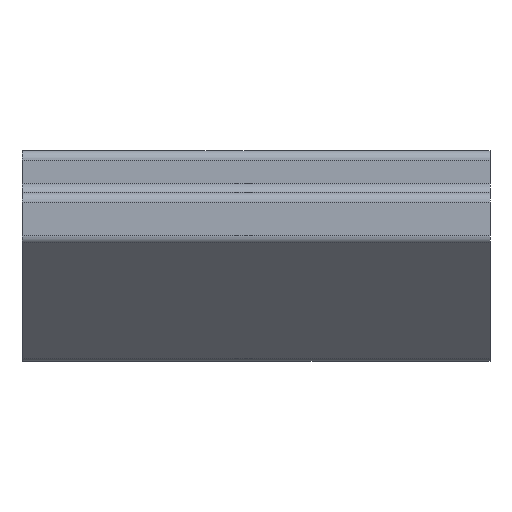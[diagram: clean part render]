
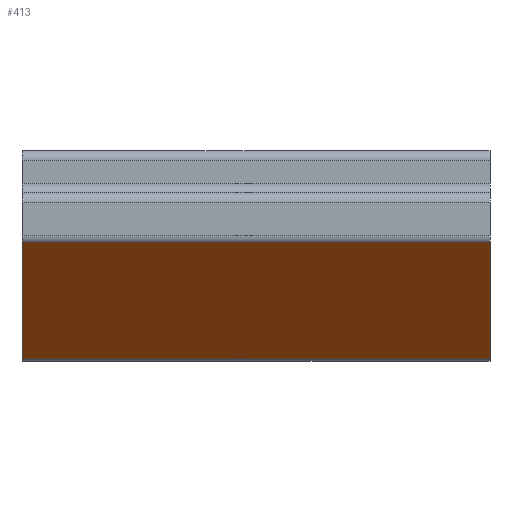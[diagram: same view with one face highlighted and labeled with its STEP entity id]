
A CAD part, left-side view. The second image highlights one B-rep face of the part: STEP entity #413.
In plain terms, the highlighted planar face has unit normal (-0.707, 0, -0.707).
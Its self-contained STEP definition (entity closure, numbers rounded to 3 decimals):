
#6 = FACE_OUTER_BOUND ( 'NONE', #293, .T. ) ;
#75 = DIRECTION ( 'NONE',  ( 0., -1., 0. ) ) ;
#85 = EDGE_CURVE ( 'NONE', #794, #456, #504, .T. ) ;
#88 = CARTESIAN_POINT ( 'NONE',  ( -2.3, -5., -3.6 ) ) ;
#113 = CARTESIAN_POINT ( 'NONE',  ( -4.841, 5., -1.059 ) ) ;
#122 = DIRECTION ( 'NONE',  ( -0.707, 0., 0.707 ) ) ;
#206 = VECTOR ( 'NONE', #1054, 1000. ) ;
#218 = CARTESIAN_POINT ( 'NONE',  ( -2.359, -5., -3.541 ) ) ;
#241 = LINE ( 'NONE', #1204, #372 ) ;
#293 = EDGE_LOOP ( 'NONE', ( #1152, #1051, #647, #1065 ) ) ;
#372 = VECTOR ( 'NONE', #75, 1000. ) ;
#405 = VERTEX_POINT ( 'NONE', #1213 ) ;
#413 = ADVANCED_FACE ( 'NONE', ( #6 ), #707, .F. ) ;
#427 = CARTESIAN_POINT ( 'NONE',  ( -2.359, 5., -3.541 ) ) ;
#456 = VERTEX_POINT ( 'NONE', #113 ) ;
#496 = DIRECTION ( 'NONE',  ( 0.707, 0., -0.707 ) ) ;
#504 = LINE ( 'NONE', #1162, #1328 ) ;
#600 = LINE ( 'NONE', #740, #754 ) ;
#647 = ORIENTED_EDGE ( 'NONE', *, *, #776, .F. ) ;
#707 = PLANE ( 'NONE',  #1193 ) ;
#740 = CARTESIAN_POINT ( 'NONE',  ( -2.359, -5., -3.541 ) ) ;
#754 = VECTOR ( 'NONE', #122, 1000. ) ;
#776 = EDGE_CURVE ( 'NONE', #1125, #794, #1104, .T. ) ;
#794 = VERTEX_POINT ( 'NONE', #427 ) ;
#805 = DIRECTION ( 'NONE',  ( 0.707, 0., 0.707 ) ) ;
#808 = EDGE_CURVE ( 'NONE', #1125, #405, #600, .T. ) ;
#1051 = ORIENTED_EDGE ( 'NONE', *, *, #85, .F. ) ;
#1054 = DIRECTION ( 'NONE',  ( 0., 1., 0. ) ) ;
#1065 = ORIENTED_EDGE ( 'NONE', *, *, #808, .T. ) ;
#1100 = CARTESIAN_POINT ( 'NONE',  ( -2.359, -5., -3.541 ) ) ;
#1104 = LINE ( 'NONE', #218, #206 ) ;
#1125 = VERTEX_POINT ( 'NONE', #1100 ) ;
#1136 = EDGE_CURVE ( 'NONE', #456, #405, #241, .T. ) ;
#1152 = ORIENTED_EDGE ( 'NONE', *, *, #1136, .F. ) ;
#1156 = DIRECTION ( 'NONE',  ( -0.707, 0., 0.707 ) ) ;
#1162 = CARTESIAN_POINT ( 'NONE',  ( -2.359, 5., -3.541 ) ) ;
#1193 = AXIS2_PLACEMENT_3D ( 'NONE', #88, #805, #496 ) ;
#1204 = CARTESIAN_POINT ( 'NONE',  ( -4.841, -5., -1.059 ) ) ;
#1213 = CARTESIAN_POINT ( 'NONE',  ( -4.841, -5., -1.059 ) ) ;
#1328 = VECTOR ( 'NONE', #1156, 1000. ) ;
